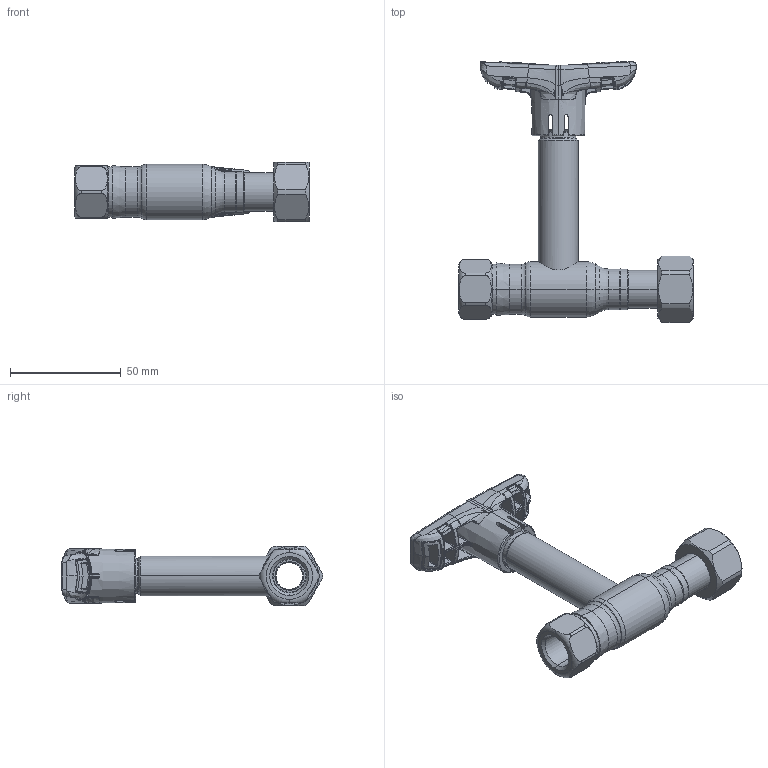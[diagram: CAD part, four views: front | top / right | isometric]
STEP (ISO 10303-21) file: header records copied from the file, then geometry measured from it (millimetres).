
FILE_DESCRIPTION (( 'STEP AP214' ), '1' );
FILE_NAME ('2010002201-0400.step', '2023-12-18T10:02:21', ( '' ), ( '' ), 'SwSTEP 2.0', 'SolidWorks 2021', '' );
FILE_SCHEMA (( 'AUTOMOTIVE_DESIGN' ));
Length unit declared in the file: millimetre
Products named in the file (1): 2010002201-0400
Bounding box: 105.9 x 117.78 x 27 mm (x, y, z)
Surface area: 24225.9 mm2 (no closed solid volume)
Topology: 0 solids, 9 shells, 725 faces, 2088 edges, 1288 vertices
Faces by surface type: bspline 550, plane 58, cylinder 55, cone 31, torus 25, sphere 6
Entity records: 54821 total; most frequent: CARTESIAN_POINT 32766, ORIENTED_EDGE 3671, EDGE_CURVE 2076, DIRECTION 1522, B_SPLINE_CURVE_WITH_KNOTS 1394, VERTEX_POINT 1284, EDGE_LOOP 737, UNCERTAINTY_MEASURE_WITH_UNIT 727
